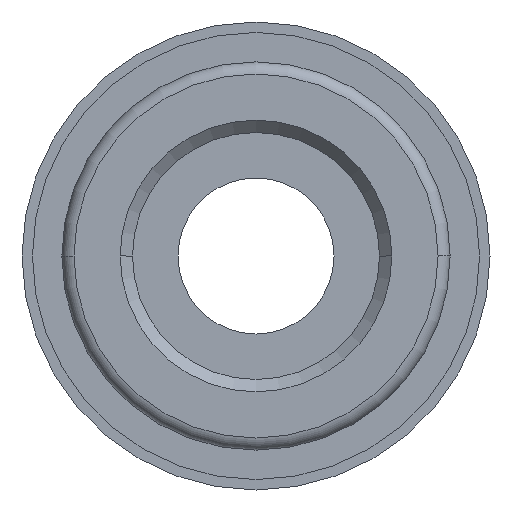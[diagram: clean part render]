
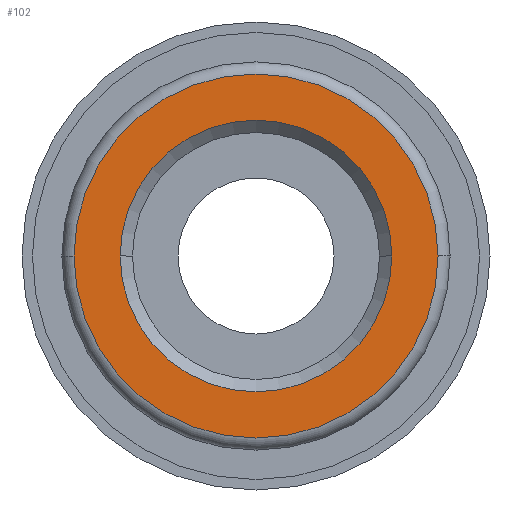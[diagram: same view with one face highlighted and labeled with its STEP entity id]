
A CAD part, front view. The second image highlights one B-rep face of the part: STEP entity #102.
In plain terms, the highlighted planar face has unit normal (0, -1, 0).
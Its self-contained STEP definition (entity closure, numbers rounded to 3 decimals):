
#102=ADVANCED_FACE('',(#245,#246),#247,.T.);
#245=FACE_BOUND('',#440,.T.);
#246=FACE_OUTER_BOUND('',#441,.T.);
#247=PLANE('',#442);
#440=EDGE_LOOP('',(#679,#680));
#441=EDGE_LOOP('',(#681,#682));
#442=AXIS2_PLACEMENT_3D('',#683,#684,#685);
#679=ORIENTED_EDGE('',*,*,#1110,.T.);
#680=ORIENTED_EDGE('',*,*,#1111,.T.);
#681=ORIENTED_EDGE('',*,*,#1112,.T.);
#682=ORIENTED_EDGE('',*,*,#1074,.T.);
#683=CARTESIAN_POINT('',(0.0,0.0,0.0));
#684=DIRECTION('',(0.0,-1.0,0.0));
#685=DIRECTION('',(-1.0,0.0,0.0));
#1074=EDGE_CURVE('',#1258,#1255,#1259,.T.);
#1110=EDGE_CURVE('',#1318,#1319,#1320,.T.);
#1111=EDGE_CURVE('',#1319,#1318,#1321,.T.);
#1112=EDGE_CURVE('',#1255,#1258,#1322,.T.);
#1255=VERTEX_POINT('',#1505);
#1258=VERTEX_POINT('',#1509);
#1259=CIRCLE('',#1510,7.0);
#1318=VERTEX_POINT('',#1580);
#1319=VERTEX_POINT('',#1581);
#1320=CIRCLE('',#1582,5.225);
#1321=CIRCLE('',#1583,5.225);
#1322=CIRCLE('',#1584,7.0);
#1505=CARTESIAN_POINT('',(7.0,0.0,0.0));
#1509=CARTESIAN_POINT('',(-7.0,0.0,0.));
#1510=AXIS2_PLACEMENT_3D('',#1785,#1786,#1787);
#1580=CARTESIAN_POINT('',(-5.225,0.0,0.));
#1581=CARTESIAN_POINT('',(5.225,0.0,0.));
#1582=AXIS2_PLACEMENT_3D('',#1847,#1848,#1849);
#1583=AXIS2_PLACEMENT_3D('',#1850,#1851,#1852);
#1584=AXIS2_PLACEMENT_3D('',#1853,#1854,#1855);
#1785=CARTESIAN_POINT('',(0.0,0.0,0.0));
#1786=DIRECTION('',(0.0,-1.0,0.0));
#1787=DIRECTION('',(1.0,0.0,0.0));
#1847=CARTESIAN_POINT('',(0.0,0.0,0.0));
#1848=DIRECTION('',(-0.0,1.0,0.0));
#1849=DIRECTION('',(1.0,0.0,0.0));
#1850=CARTESIAN_POINT('',(0.0,0.0,0.0));
#1851=DIRECTION('',(-0.0,1.0,0.0));
#1852=DIRECTION('',(1.0,0.0,0.0));
#1853=CARTESIAN_POINT('',(0.0,0.0,0.0));
#1854=DIRECTION('',(0.0,-1.0,0.0));
#1855=DIRECTION('',(1.0,0.0,0.0));
